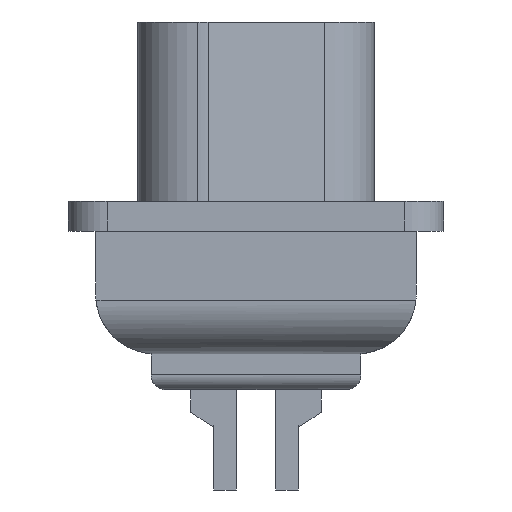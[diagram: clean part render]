
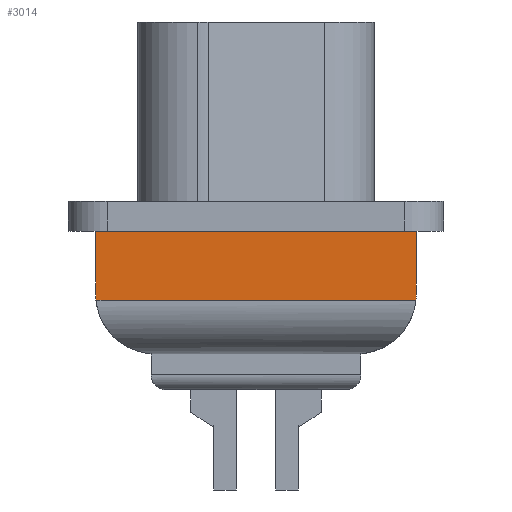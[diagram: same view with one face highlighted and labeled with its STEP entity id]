
A CAD part, left-side view. The second image highlights one B-rep face of the part: STEP entity #3014.
In plain terms, the highlighted planar face has unit normal (-1, 0, 0).
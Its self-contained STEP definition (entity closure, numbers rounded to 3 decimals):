
#41 = DIRECTION ( 'NONE',  ( 0., 0., -1. ) ) ;
#187 = DIRECTION ( 'NONE',  ( 0., 1., 0. ) ) ;
#204 = CIRCLE ( 'NONE', #2843, 2. ) ;
#381 = CARTESIAN_POINT ( 'NONE',  ( -9.6, -7.5, -3.3 ) ) ;
#464 = DIRECTION ( 'NONE',  ( 1., 0., 0. ) ) ;
#602 = EDGE_CURVE ( 'E170', #1716, #3757, #3526, .T. ) ;
#766 = LINE ( 'NONE', #381, #3783 ) ;
#1018 = DIRECTION ( 'NONE',  ( -1., 0., 0. ) ) ;
#1132 = EDGE_CURVE ( 'E1088', #1850, #4248, #204, .T. ) ;
#1162 = CARTESIAN_POINT ( 'NONE',  ( -9.6, -5.35, -3.3 ) ) ;
#1178 = ORIENTED_EDGE ( 'NONE', *, *, #4075, .T. ) ;
#1226 = DIRECTION ( 'NONE',  ( 0., 1., 0. ) ) ;
#1248 = ORIENTED_EDGE ( 'NONE', *, *, #1565, .T. ) ;
#1291 = VECTOR ( 'NONE', #1393, 1000. ) ;
#1384 = VECTOR ( 'NONE', #3513, 1000. ) ;
#1393 = DIRECTION ( 'NONE',  ( 0., 0., 1. ) ) ;
#1446 = CARTESIAN_POINT ( 'NONE',  ( -9.6, 5.36, -1. ) ) ;
#1456 = DIRECTION ( 'NONE',  ( 0., 1., 0. ) ) ;
#1565 = EDGE_CURVE ( 'E1053', #4248, #1716, #3937, .T. ) ;
#1659 = CARTESIAN_POINT ( 'NONE',  ( -9.6, -7.5, -0.5 ) ) ;
#1675 = EDGE_LOOP ( 'NONE', ( #1248, #4372, #1178, #3237, #2821, #1684 ) ) ;
#1684 = ORIENTED_EDGE ( 'NONE', *, *, #1132, .T. ) ;
#1716 = VERTEX_POINT ( 'NONE', #2673 ) ;
#1761 = CARTESIAN_POINT ( 'NONE',  ( -9.6, 3.359, -3.098 ) ) ;
#1794 = AXIS2_PLACEMENT_3D ( 'NONE', #1659, #464, #1226 ) ;
#1818 = DIRECTION ( 'NONE',  ( 0., 0., -1. ) ) ;
#1840 = AXIS2_PLACEMENT_3D ( 'NONE', #1761, #1018, #1818 ) ;
#1850 = VERTEX_POINT ( 'NONE', #1162 ) ;
#2359 = DIRECTION ( 'NONE',  ( -1., 0., 0. ) ) ;
#2660 = CARTESIAN_POINT ( 'NONE',  ( -9.6, 5.36, -3.033 ) ) ;
#2673 = CARTESIAN_POINT ( 'NONE',  ( -9.6, -5.36, -1. ) ) ;
#2767 = CIRCLE ( 'NONE', #1840, 2.002 ) ;
#2821 = ORIENTED_EDGE ( 'NONE', *, *, #3304, .F. ) ;
#2843 = AXIS2_PLACEMENT_3D ( 'NONE', #4273, #2359, #41 ) ;
#2875 = VECTOR ( 'NONE', #187, 1000. ) ;
#2986 = CARTESIAN_POINT ( 'NONE',  ( -9.6, 5.351, -3.3 ) ) ;
#3014 = ADVANCED_FACE ( 'E1052', ( #3070 ), #3971, .F. ) ;
#3070 = FACE_OUTER_BOUND ( 'NONE', #1675, .T. ) ;
#3237 = ORIENTED_EDGE ( 'NONE', *, *, #4359, .T. ) ;
#3304 = EDGE_CURVE ( 'E1081', #1850, #4968, #766, .T. ) ;
#3423 = LINE ( 'NONE', #4330, #1384 ) ;
#3513 = DIRECTION ( 'NONE',  ( 0., 0., -1. ) ) ;
#3526 = LINE ( 'NONE', #3597, #2875 ) ;
#3597 = CARTESIAN_POINT ( 'NONE',  ( -9.6, -4.975, -1. ) ) ;
#3630 = CARTESIAN_POINT ( 'NONE',  ( -9.6, -5.36, -3.1 ) ) ;
#3757 = VERTEX_POINT ( 'NONE', #1446 ) ;
#3783 = VECTOR ( 'NONE', #1456, 1000. ) ;
#3937 = LINE ( 'NONE', #4873, #1291 ) ;
#3971 = PLANE ( 'NONE',  #1794 ) ;
#4075 = EDGE_CURVE ( 'E1067', #3757, #4550, #3423, .T. ) ;
#4248 = VERTEX_POINT ( 'NONE', #3630 ) ;
#4273 = CARTESIAN_POINT ( 'NONE',  ( -9.6, -3.36, -3.1 ) ) ;
#4330 = CARTESIAN_POINT ( 'NONE',  ( -9.6, 5.36, -0.5 ) ) ;
#4359 = EDGE_CURVE ( 'E1074', #4550, #4968, #2767, .T. ) ;
#4372 = ORIENTED_EDGE ( 'NONE', *, *, #602, .T. ) ;
#4550 = VERTEX_POINT ( 'NONE', #2660 ) ;
#4873 = CARTESIAN_POINT ( 'NONE',  ( -9.6, -5.36, -0.5 ) ) ;
#4968 = VERTEX_POINT ( 'NONE', #2986 ) ;
